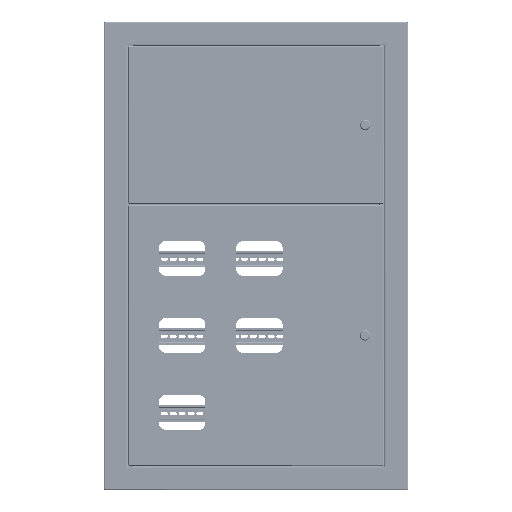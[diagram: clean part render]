
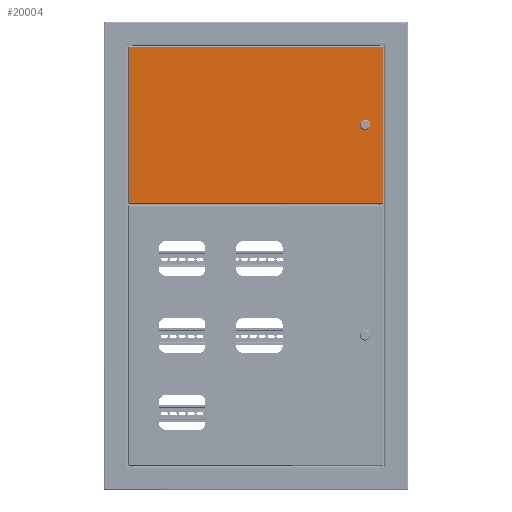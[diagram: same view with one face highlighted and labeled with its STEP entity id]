
A CAD part, top view. The second image highlights one B-rep face of the part: STEP entity #20004.
In plain terms, the highlighted planar face has unit normal (0, 0, 1).
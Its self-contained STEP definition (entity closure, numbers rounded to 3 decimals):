
#318 = DIRECTION ( 'NONE',  ( 0., 0., -1. ) ) ;
#329 = DIRECTION ( 'NONE',  ( 1., 0., 0. ) ) ;
#1296 = CIRCLE ( 'NONE', #40401, 9.25 ) ;
#1929 = VECTOR ( 'NONE', #28214, 1000. ) ;
#2412 = VERTEX_POINT ( 'NONE', #5954 ) ;
#2429 = EDGE_CURVE ( 'NONE', #13565, #64100, #68624, .T. ) ;
#4745 = DIRECTION ( 'NONE',  ( -1., 0., 0. ) ) ;
#5954 = CARTESIAN_POINT ( 'NONE',  ( 1.7, 1.7, 0. ) ) ;
#6623 = CIRCLE ( 'NONE', #67031, 9.25 ) ;
#7365 = EDGE_CURVE ( 'NONE', #65122, #26004, #6623, .T. ) ;
#7922 = EDGE_CURVE ( 'NONE', #36929, #13565, #59973, .T. ) ;
#9567 = DIRECTION ( 'NONE',  ( 0., 0., 1. ) ) ;
#12802 = VERTEX_POINT ( 'NONE', #45945 ) ;
#13565 = VERTEX_POINT ( 'NONE', #48009 ) ;
#15603 = CARTESIAN_POINT ( 'NONE',  ( 177.45, 40., 0. ) ) ;
#17168 = ORIENTED_EDGE ( 'NONE', *, *, #64073, .F. ) ;
#17650 = VECTOR ( 'NONE', #4745, 1000. ) ;
#20004 = ADVANCED_FACE ( 'NONE', ( #52606, #62630 ), #34099, .F. ) ;
#21439 = LINE ( 'NONE', #34031, #17650 ) ;
#23704 = CARTESIAN_POINT ( 'NONE',  ( 168.2, 40., 0. ) ) ;
#23925 = AXIS2_PLACEMENT_3D ( 'NONE', #23704, #39303, #329 ) ;
#24853 = EDGE_CURVE ( 'NONE', #12802, #68525, #1296, .T. ) ;
#25705 = EDGE_CURVE ( 'NONE', #64100, #2412, #32758, .T. ) ;
#25870 = DIRECTION ( 'NONE',  ( 1., 0., 0. ) ) ;
#26004 = VERTEX_POINT ( 'NONE', #15603 ) ;
#26196 = CARTESIAN_POINT ( 'NONE',  ( 334.7, 0., 0. ) ) ;
#27444 = CARTESIAN_POINT ( 'NONE',  ( 171.849, 48.5, 0. ) ) ;
#28214 = DIRECTION ( 'NONE',  ( -1., 0., 0. ) ) ;
#28952 = CARTESIAN_POINT ( 'NONE',  ( 334.993, 544., 0. ) ) ;
#30354 = CARTESIAN_POINT ( 'NONE',  ( 164.551, 31.5, 0. ) ) ;
#31808 = CARTESIAN_POINT ( 'NONE',  ( 171.849, 31.5, 0. ) ) ;
#32758 = LINE ( 'NONE', #43557, #59416 ) ;
#33339 = ORIENTED_EDGE ( 'NONE', *, *, #2429, .T. ) ;
#33638 = CARTESIAN_POINT ( 'NONE',  ( 168.2, 40., 0. ) ) ;
#34031 = CARTESIAN_POINT ( 'NONE',  ( 171.849, 48.5, 0. ) ) ;
#34099 = PLANE ( 'NONE',  #73229 ) ;
#34460 = ORIENTED_EDGE ( 'NONE', *, *, #69629, .F. ) ;
#34535 = CARTESIAN_POINT ( 'NONE',  ( 171.849, 31.5, 0. ) ) ;
#34754 = VECTOR ( 'NONE', #58561, 1000. ) ;
#35939 = ORIENTED_EDGE ( 'NONE', *, *, #7365, .F. ) ;
#36165 = EDGE_LOOP ( 'NONE', ( #51042, #68046, #33339, #47962 ) ) ;
#36929 = VERTEX_POINT ( 'NONE', #59006 ) ;
#37261 = VECTOR ( 'NONE', #25870, 1000. ) ;
#37562 = EDGE_CURVE ( 'NONE', #2412, #36929, #47078, .T. ) ;
#39236 = ORIENTED_EDGE ( 'NONE', *, *, #24853, .F. ) ;
#39303 = DIRECTION ( 'NONE',  ( 0., 0., 1. ) ) ;
#40401 = AXIS2_PLACEMENT_3D ( 'NONE', #33638, #9567, #72247 ) ;
#40496 = VERTEX_POINT ( 'NONE', #27444 ) ;
#41505 = CARTESIAN_POINT ( 'NONE',  ( 168.2, 40., 0. ) ) ;
#43419 = EDGE_CURVE ( 'NONE', #26004, #40496, #55933, .T. ) ;
#43557 = CARTESIAN_POINT ( 'NONE',  ( 1.7, 544.293, 0. ) ) ;
#45945 = CARTESIAN_POINT ( 'NONE',  ( 164.551, 48.5, 0. ) ) ;
#45985 = CARTESIAN_POINT ( 'NONE',  ( 0., 545.7, 0. ) ) ;
#46575 = EDGE_LOOP ( 'NONE', ( #34460, #72915, #35939, #17168, #39236 ) ) ;
#47078 = LINE ( 'NONE', #53002, #34754 ) ;
#47962 = ORIENTED_EDGE ( 'NONE', *, *, #25705, .T. ) ;
#48009 = CARTESIAN_POINT ( 'NONE',  ( 334.7, 544., 0. ) ) ;
#51042 = ORIENTED_EDGE ( 'NONE', *, *, #37562, .T. ) ;
#51902 = DIRECTION ( 'NONE',  ( 0., 0., 1. ) ) ;
#52606 = FACE_BOUND ( 'NONE', #46575, .T. ) ;
#52906 = VECTOR ( 'NONE', #71456, 1000. ) ;
#52969 = LINE ( 'NONE', #31808, #37261 ) ;
#53002 = CARTESIAN_POINT ( 'NONE',  ( 1.7, 1.7, 0. ) ) ;
#55933 = CIRCLE ( 'NONE', #23925, 9.25 ) ;
#58561 = DIRECTION ( 'NONE',  ( 1., 0., 0. ) ) ;
#59006 = CARTESIAN_POINT ( 'NONE',  ( 334.7, 1.7, 0. ) ) ;
#59416 = VECTOR ( 'NONE', #72441, 1000. ) ;
#59973 = LINE ( 'NONE', #26196, #52906 ) ;
#62630 = FACE_OUTER_BOUND ( 'NONE', #36165, .T. ) ;
#64073 = EDGE_CURVE ( 'NONE', #68525, #65122, #52969, .T. ) ;
#64100 = VERTEX_POINT ( 'NONE', #65158 ) ;
#64114 = DIRECTION ( 'NONE',  ( 1., 0., 0. ) ) ;
#65122 = VERTEX_POINT ( 'NONE', #34535 ) ;
#65158 = CARTESIAN_POINT ( 'NONE',  ( 1.7, 544., 0. ) ) ;
#67031 = AXIS2_PLACEMENT_3D ( 'NONE', #41505, #51902, #64114 ) ;
#68046 = ORIENTED_EDGE ( 'NONE', *, *, #7922, .T. ) ;
#68203 = DIRECTION ( 'NONE',  ( -1., 0., 0. ) ) ;
#68525 = VERTEX_POINT ( 'NONE', #30354 ) ;
#68624 = LINE ( 'NONE', #28952, #1929 ) ;
#69629 = EDGE_CURVE ( 'NONE', #40496, #12802, #21439, .T. ) ;
#71456 = DIRECTION ( 'NONE',  ( 0., 1., 0. ) ) ;
#72247 = DIRECTION ( 'NONE',  ( 1., 0., 0. ) ) ;
#72441 = DIRECTION ( 'NONE',  ( 0., -1., 0. ) ) ;
#72915 = ORIENTED_EDGE ( 'NONE', *, *, #43419, .F. ) ;
#73229 = AXIS2_PLACEMENT_3D ( 'NONE', #45985, #318, #68203 ) ;
